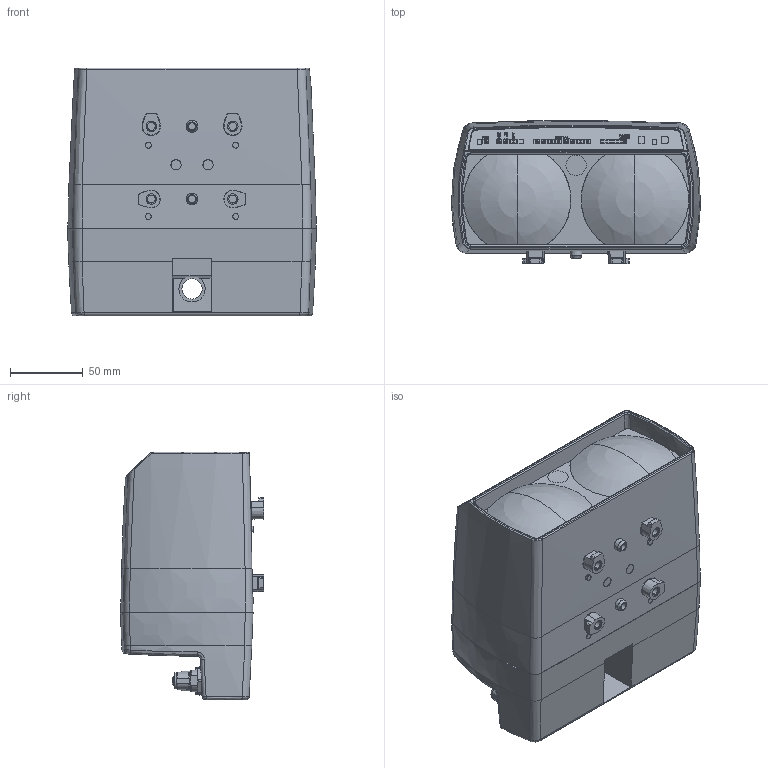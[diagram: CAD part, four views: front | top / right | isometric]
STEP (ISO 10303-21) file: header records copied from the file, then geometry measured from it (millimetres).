
FILE_DESCRIPTION((''),'2;1');
FILE_NAME('LS680_LEERGEHAEUSE_SW0001','2011-01-25T',('agebhardt'),(''),'PRO/ENGINEER BY PARAMETRIC TECHNOLOGY CORPORATION, 2007250','PRO/ENGINEER BY PARAMETRIC TECHNOLOGY CORPORATION, 2007250','');
FILE_SCHEMA(('CONFIG_CONTROL_DESIGN'));
Length unit declared in the file: millimetre
Products named in the file (1): LS680_LEERGEHAEUSE_SW0001
Bounding box: 171.02 x 98.35 x 170.39 mm (x, y, z)
Surface area: 130989.9 mm2 (no closed solid volume)
Topology: 0 solids, 83 shells, 1014 faces, 4237 edges, 3288 vertices
Faces by surface type: plane 573, cylinder 222, bspline 99, sphere 53, cone 52, torus 9, extrusion 6
Entity records: 57611 total; most frequent: CARTESIAN_POINT 15577, DIRECTION 6317, ORIENTED_EDGE 6288, EDGE_CURVE 4205, VERTEX_POINT 3288, VECTOR 3097, LINE 3091, AXIS2_PLACEMENT_3D 1610
